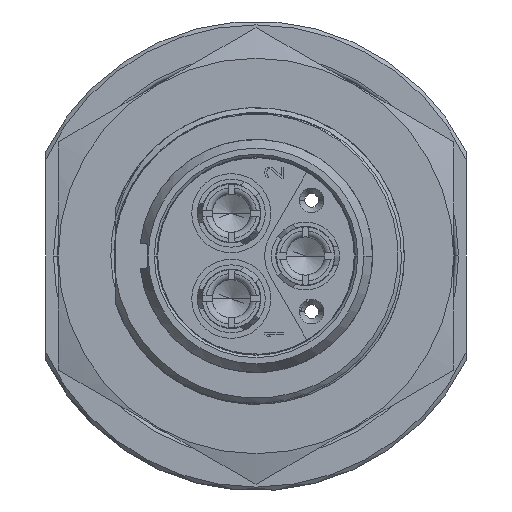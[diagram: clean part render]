
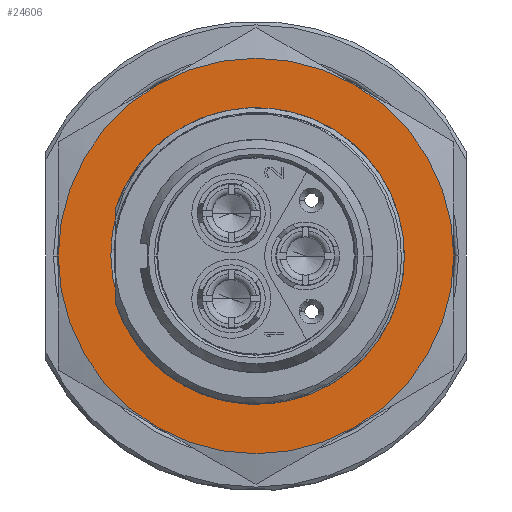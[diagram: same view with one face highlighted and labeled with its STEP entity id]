
A CAD part, left-side view. The second image highlights one B-rep face of the part: STEP entity #24606.
In plain terms, the highlighted planar face has unit normal (-1, 0, 0).
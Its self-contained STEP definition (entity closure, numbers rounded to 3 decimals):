
#23489=CARTESIAN_POINT('',(0.,0.,0.));
#23490=DIRECTION('',(1.,0.,0.));
#23491=DIRECTION('',(0.,-0.5,0.866));
#23492=AXIS2_PLACEMENT_3D('',#23489,#23490,#23491);
#23494=CARTESIAN_POINT('',(0.,0.,0.));
#23495=DIRECTION('',(1.,0.,0.));
#23496=DIRECTION('',(0.,-1.,0.));
#23497=AXIS2_PLACEMENT_3D('',#23494,#23495,#23496);
#23499=CARTESIAN_POINT('',(0.,0.,0.));
#23500=DIRECTION('',(1.,0.,0.));
#23501=DIRECTION('',(0.,0.5,-0.866));
#23502=AXIS2_PLACEMENT_3D('',#23499,#23500,#23501);
#23504=CARTESIAN_POINT('',(0.,0.,0.));
#23505=DIRECTION('',(1.,0.,0.));
#23506=DIRECTION('',(0.,1.,0.));
#23507=AXIS2_PLACEMENT_3D('',#23504,#23505,#23506);
#23509=CARTESIAN_POINT('',(0.,0.722,-11.477));
#23510=CARTESIAN_POINT('',(0.,1.29,-11.45));
#23511=CARTESIAN_POINT('',(0.,2.409,-11.312));
#23512=CARTESIAN_POINT('',(0.,4.057,-10.856));
#23513=CARTESIAN_POINT('',(0.,5.609,-10.169));
#23514=CARTESIAN_POINT('',(0.,7.059,-9.253));
#23515=CARTESIAN_POINT('',(0.,8.356,-8.134));
#23516=CARTESIAN_POINT('',(0.,9.471,-6.844));
#23517=CARTESIAN_POINT('',(0.,10.397,-5.386));
#23518=CARTESIAN_POINT('',(0.,11.094,-3.817));
#23519=CARTESIAN_POINT('',(0.,11.556,-2.165));
#23520=CARTESIAN_POINT('',(0.,11.773,-0.442));
#23521=CARTESIAN_POINT('',(0.,11.735,1.275));
#23522=CARTESIAN_POINT('',(0.,11.447,2.982));
#23523=CARTESIAN_POINT('',(0.,10.907,4.639));
#23524=CARTESIAN_POINT('',(0.,10.141,6.181));
#23525=CARTESIAN_POINT('',(0.,9.146,7.614));
#23526=CARTESIAN_POINT('',(0.,7.95,8.886));
#23527=CARTESIAN_POINT('',(0.,6.595,9.962));
#23528=CARTESIAN_POINT('',(0.,5.075,10.843));
#23529=CARTESIAN_POINT('',(0.,3.452,11.487));
#23530=CARTESIAN_POINT('',(0.,1.752,11.89));
#23531=CARTESIAN_POINT('',(0.,0.59,11.992));
#23532=CARTESIAN_POINT('',(0.,0.,12.));
#23534=CARTESIAN_POINT('',(0.,0.,12.));
#23535=CARTESIAN_POINT('',(0.,-0.587,11.992));
#23536=CARTESIAN_POINT('',(0.,-1.744,11.891));
#23537=CARTESIAN_POINT('',(0.,-3.444,11.491));
#23538=CARTESIAN_POINT('',(0.,-5.077,10.842));
#23539=CARTESIAN_POINT('',(0.,-6.586,9.968));
#23540=CARTESIAN_POINT('',(0.,-7.948,8.889));
#23541=CARTESIAN_POINT('',(0.,-9.147,7.612));
#23542=CARTESIAN_POINT('',(0.,-10.134,6.191));
#23543=CARTESIAN_POINT('',(0.,-10.908,4.638));
#23544=CARTESIAN_POINT('',(0.,-11.447,2.98));
#23545=CARTESIAN_POINT('',(0.,-11.734,1.287));
#23546=CARTESIAN_POINT('',(0.,-11.773,-0.447));
#23547=CARTESIAN_POINT('',(0.,-11.555,-2.165));
#23548=CARTESIAN_POINT('',(0.,-11.097,-3.812));
#23549=CARTESIAN_POINT('',(0.,-10.394,-5.393));
#23550=CARTESIAN_POINT('',(0.,-9.472,-6.842));
#23551=CARTESIAN_POINT('',(0.,-8.357,-8.133));
#23552=CARTESIAN_POINT('',(0.,-7.051,-9.259));
#23553=CARTESIAN_POINT('',(0.,-5.611,-10.167));
#23554=CARTESIAN_POINT('',(0.,-4.053,-10.858));
#23555=CARTESIAN_POINT('',(0.,-2.403,-11.313));
#23556=CARTESIAN_POINT('',(0.,-1.288,-11.45));
#23557=CARTESIAN_POINT('',(0.,-0.722,-11.477));
#23559=CARTESIAN_POINT('',(0.,0.,0.));
#23560=DIRECTION('',(-1.,0.,0.));
#23561=DIRECTION('',(0.,-0.5,0.866));
#23562=AXIS2_PLACEMENT_3D('',#23559,#23560,#23561);
#24379=CARTESIAN_POINT('',(0.,0.,0.));
#24380=DIRECTION('',(1.,0.,0.));
#24381=DIRECTION('',(0.,-0.063,-0.998));
#24382=AXIS2_PLACEMENT_3D('',#24379,#24380,#24381);
#24504=CARTESIAN_POINT('',(0.,0.,0.));
#24505=DIRECTION('',(-1.,0.,0.));
#24506=DIRECTION('',(0.,0.5,-0.866));
#24507=AXIS2_PLACEMENT_3D('',#24504,#24505,#24506);
#24533=CARTESIAN_POINT('',(0.,-8.,13.856));
#24534=CARTESIAN_POINT('',(0.,-16.,0.));
#24535=VERTEX_POINT('',#24533);
#24536=VERTEX_POINT('',#24534);
#24537=CARTESIAN_POINT('',(0.,-8.,-13.856));
#24538=VERTEX_POINT('',#24537);
#24539=CARTESIAN_POINT('',(0.,8.,-13.856));
#24540=CARTESIAN_POINT('',(0.,16.,0.));
#24541=VERTEX_POINT('',#24539);
#24542=VERTEX_POINT('',#24540);
#24543=CARTESIAN_POINT('',(0.,8.,13.856));
#24544=VERTEX_POINT('',#24543);
#24557=VERTEX_POINT('',#23509);
#24558=VERTEX_POINT('',#23532);
#24559=VERTEX_POINT('',#23557);
#24579=CARTESIAN_POINT('',(0.,0.,0.));
#24580=DIRECTION('',(1.,0.,0.));
#24581=DIRECTION('',(0.,0.,-1.));
#24582=AXIS2_PLACEMENT_3D('',#24579,#24580,#24581);
#24583=PLANE('12',#24582);
#24585=ORIENTED_EDGE('308',*,*,#24584,.F.);
#24587=ORIENTED_EDGE('262',*,*,#24586,.T.);
#24589=ORIENTED_EDGE('263',*,*,#24588,.T.);
#24591=ORIENTED_EDGE('307',*,*,#24590,.F.);
#24593=ORIENTED_EDGE('266',*,*,#24592,.T.);
#24595=ORIENTED_EDGE('267',*,*,#24594,.T.);
#24596=EDGE_LOOP('12',(#24585,#24587,#24589,#24591,#24593,#24595));
#24597=FACE_OUTER_BOUND('12',#24596,.F.);
#24599=ORIENTED_EDGE('420',*,*,#24598,.F.);
#24601=ORIENTED_EDGE('462',*,*,#24600,.F.);
#24603=ORIENTED_EDGE('421',*,*,#24602,.F.);
#24604=EDGE_LOOP('12',(#24599,#24601,#24603));
#24605=FACE_BOUND('12',#24604,.F.);
#23493=CIRCLE('262',#23492,16.);
#23498=CIRCLE('263',#23497,16.);
#23503=CIRCLE('266',#23502,16.);
#23508=CIRCLE('267',#23507,16.);
#23533=B_SPLINE_CURVE_WITH_KNOTS('420',3,(#23509,#23510,#23511,#23512,#23513,
#23514,#23515,#23516,#23517,#23518,#23519,#23520,#23521,#23522,#23523,#23524,
#23525,#23526,#23527,#23528,#23529,#23530,#23531,#23532),.UNSPECIFIED.,.F.,.F.,(
4,1,1,1,1,1,1,1,1,1,1,1,1,1,1,1,1,1,1,1,1,4),(0.,0.048,
0.095,0.143,0.19,0.238,
0.286,0.333,0.381,0.429,
0.476,0.524,0.571,0.619,
0.667,0.714,0.762,0.81,
0.857,0.905,0.952,1.),.UNSPECIFIED.);
#23558=B_SPLINE_CURVE_WITH_KNOTS('421',3,(#23534,#23535,#23536,#23537,#23538,
#23539,#23540,#23541,#23542,#23543,#23544,#23545,#23546,#23547,#23548,#23549,
#23550,#23551,#23552,#23553,#23554,#23555,#23556,#23557),.UNSPECIFIED.,.F.,.F.,(
4,1,1,1,1,1,1,1,1,1,1,1,1,1,1,1,1,1,1,1,1,4),(0.,0.048,
0.095,0.143,0.19,0.238,
0.286,0.333,0.381,0.429,
0.476,0.524,0.571,0.619,
0.667,0.714,0.762,0.81,
0.857,0.905,0.952,1.),.UNSPECIFIED.);
#23563=CIRCLE('308',#23562,16.);
#24383=CIRCLE('462',#24382,11.5);
#24508=CIRCLE('307',#24507,16.);
#24584=EDGE_CURVE('308',#24535,#24544,#23563,.T.);
#24586=EDGE_CURVE('262',#24535,#24536,#23493,.T.);
#24588=EDGE_CURVE('263',#24536,#24538,#23498,.T.);
#24590=EDGE_CURVE('307',#24541,#24538,#24508,.T.);
#24592=EDGE_CURVE('266',#24541,#24542,#23503,.T.);
#24594=EDGE_CURVE('267',#24542,#24544,#23508,.T.);
#24598=EDGE_CURVE('420',#24557,#24558,#23533,.T.);
#24600=EDGE_CURVE('462',#24559,#24557,#24383,.T.);
#24602=EDGE_CURVE('421',#24558,#24559,#23558,.T.);
#24606=ADVANCED_FACE('12',(#24597,#24605),#24583,.F.);
